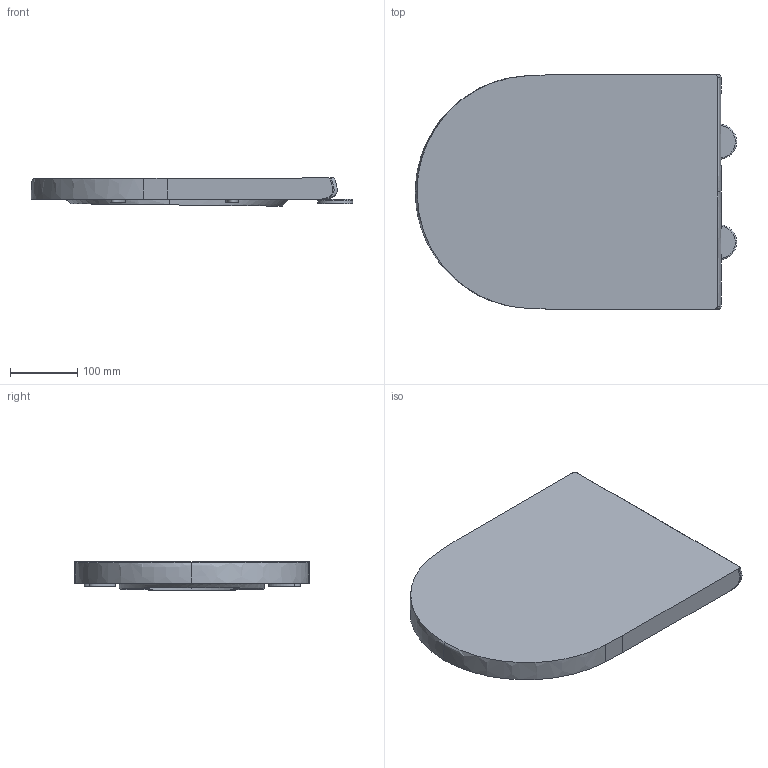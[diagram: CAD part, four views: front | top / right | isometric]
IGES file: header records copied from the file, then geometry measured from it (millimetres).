
Global section: file name: 347.K.27907; native system: AutoCAD 2016 - English; preprocessor: Autodesk Translation Framework DWG producer (atf_dwg_producer); organization: unknown; date: 20180201.185438; units: millimetre
Bounding box: 478.46 x 349.21 x 42 mm (x, y, z)
Volume: 4609168.9 mm3; surface area: 375018.3 mm2
Topology: 9 solids, 9 shells, 46 faces, 94 edges, 64 vertices
Faces by surface type: bspline 46
